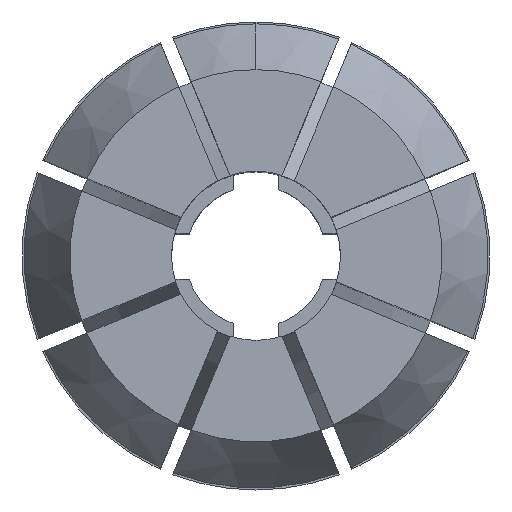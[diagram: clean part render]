
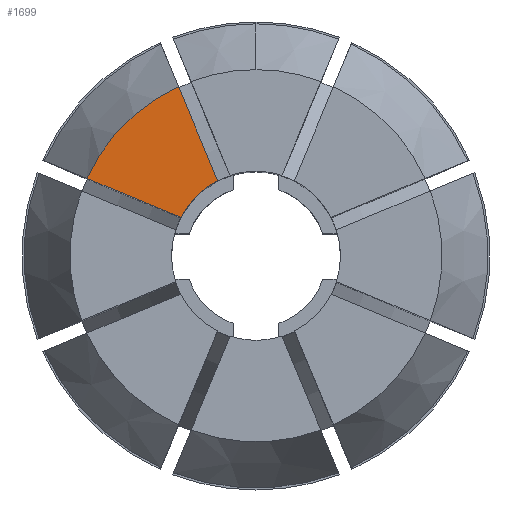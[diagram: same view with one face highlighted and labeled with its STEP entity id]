
A CAD part, top view. The second image highlights one B-rep face of the part: STEP entity #1699.
In plain terms, the highlighted planar face has unit normal (0, 0, 1).
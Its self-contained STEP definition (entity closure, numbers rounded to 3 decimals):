
#60 = DIRECTION ( 'NONE',  ( 0., 1., 0. ) ) ;
#62 = ORIENTED_EDGE ( 'NONE', *, *, #2678, .F. ) ;
#129 = EDGE_CURVE ( 'NONE', #3370, #1455, #580, .T. ) ;
#173 = LINE ( 'NONE', #1988, #2171 ) ;
#295 = DIRECTION ( 'NONE',  ( 0., 0., -1. ) ) ;
#472 = DIRECTION ( 'NONE',  ( 0., 0., 1. ) ) ;
#580 = CIRCLE ( 'NONE', #2859, 10.263 ) ;
#916 = CARTESIAN_POINT ( 'NONE',  ( -2.124, 4.148, 34. ) ) ;
#918 = VECTOR ( 'NONE', #1539, 1000. ) ;
#932 = CARTESIAN_POINT ( 'NONE',  ( -9.332, 4.271, 34. ) ) ;
#940 = CARTESIAN_POINT ( 'NONE',  ( 0., 0., 34. ) ) ;
#970 = CARTESIAN_POINT ( 'NONE',  ( -4.148, 2.124, 34. ) ) ;
#1001 = DIRECTION ( 'NONE',  ( 0., -1., 0. ) ) ;
#1114 = DIRECTION ( 'NONE',  ( -0.924, 0.383, 0. ) ) ;
#1116 = AXIS2_PLACEMENT_3D ( 'NONE', #940, #3653, #60 ) ;
#1157 = DIRECTION ( 'NONE',  ( 0., 1., 0. ) ) ;
#1455 = VERTEX_POINT ( 'NONE', #1961 ) ;
#1467 = EDGE_LOOP ( 'NONE', ( #2001, #3196, #1739, #62 ) ) ;
#1539 = DIRECTION ( 'NONE',  ( -0.383, 0.924, 0. ) ) ;
#1699 = ADVANCED_FACE ( 'NONE', ( #2235 ), #3300, .T. ) ;
#1739 = ORIENTED_EDGE ( 'NONE', *, *, #129, .F. ) ;
#1819 = EDGE_CURVE ( 'NONE', #3366, #1455, #2464, .T. ) ;
#1852 = CARTESIAN_POINT ( 'NONE',  ( 0., 10.263, 34. ) ) ;
#1903 = VERTEX_POINT ( 'NONE', #970 ) ;
#1961 = CARTESIAN_POINT ( 'NONE',  ( -4.271, 9.332, 34. ) ) ;
#1988 = CARTESIAN_POINT ( 'NONE',  ( -3.485, 1.849, 34. ) ) ;
#2001 = ORIENTED_EDGE ( 'NONE', *, *, #2193, .T. ) ;
#2171 = VECTOR ( 'NONE', #1114, 1000. ) ;
#2193 = EDGE_CURVE ( 'NONE', #1903, #3366, #2604, .T. ) ;
#2235 = FACE_OUTER_BOUND ( 'NONE', #1467, .T. ) ;
#2464 = LINE ( 'NONE', #2719, #918 ) ;
#2604 = CIRCLE ( 'NONE', #1116, 4.66 ) ;
#2675 = CARTESIAN_POINT ( 'NONE',  ( 0., 0., 34. ) ) ;
#2678 = EDGE_CURVE ( 'NONE', #1903, #3370, #173, .T. ) ;
#2719 = CARTESIAN_POINT ( 'NONE',  ( -3.975, 8.617, 34. ) ) ;
#2859 = AXIS2_PLACEMENT_3D ( 'NONE', #2675, #295, #1157 ) ;
#3196 = ORIENTED_EDGE ( 'NONE', *, *, #1819, .T. ) ;
#3300 = PLANE ( 'NONE',  #3323 ) ;
#3323 = AXIS2_PLACEMENT_3D ( 'NONE', #1852, #472, #1001 ) ;
#3366 = VERTEX_POINT ( 'NONE', #916 ) ;
#3370 = VERTEX_POINT ( 'NONE', #932 ) ;
#3653 = DIRECTION ( 'NONE',  ( 0., 0., -1. ) ) ;
